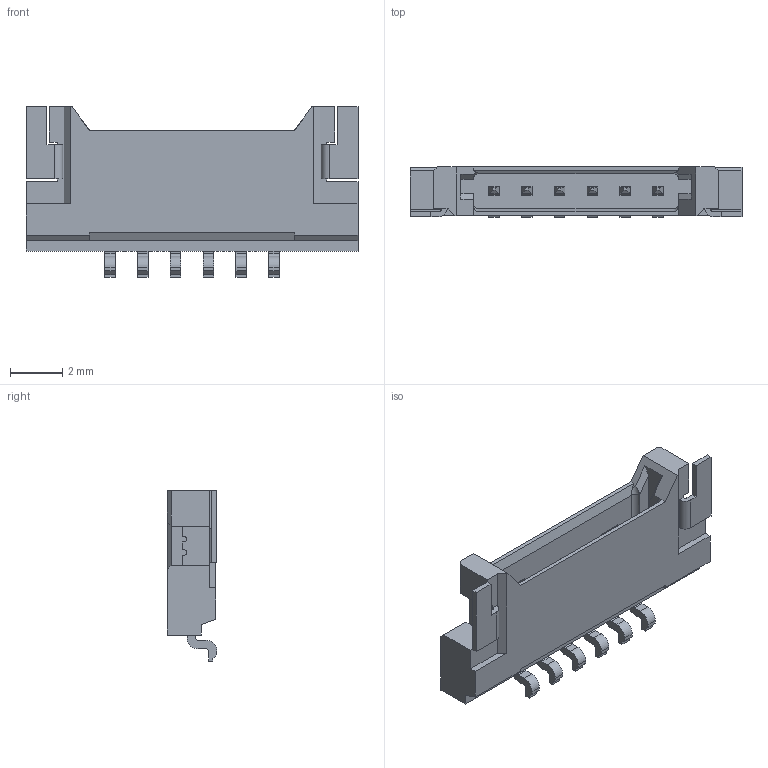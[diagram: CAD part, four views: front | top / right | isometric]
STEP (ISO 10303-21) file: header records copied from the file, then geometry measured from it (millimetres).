
FILE_DESCRIPTION((''),'2;1');
FILE_NAME('537800670','2014-02-28T',('me'),(''),'PRO/ENGINEER BY PARAMETRIC TECHNOLOGY CORPORATION, 2011490','PRO/ENGINEER BY PARAMETRIC TECHNOLOGY CORPORATION, 2011490','');
FILE_SCHEMA(('CONFIG_CONTROL_DESIGN'));
Length unit declared in the file: millimetre
Products named in the file (1): 537800670
Bounding box: 12.65 x 1.9 x 6.5 mm (x, y, z)
Volume: 61.1 mm3; surface area: 295.4 mm2
Topology: 1 solids, 1 shells, 286 faces, 789 edges, 518 vertices
Faces by surface type: plane 246, cylinder 40
Entity records: 8958 total; most frequent: CARTESIAN_POINT 1624, ORIENTED_EDGE 1514, DIRECTION 1421, EDGE_CURVE 757, VECTOR 711, LINE 711, VERTEX_POINT 486, AXIS2_PLACEMENT_3D 355
